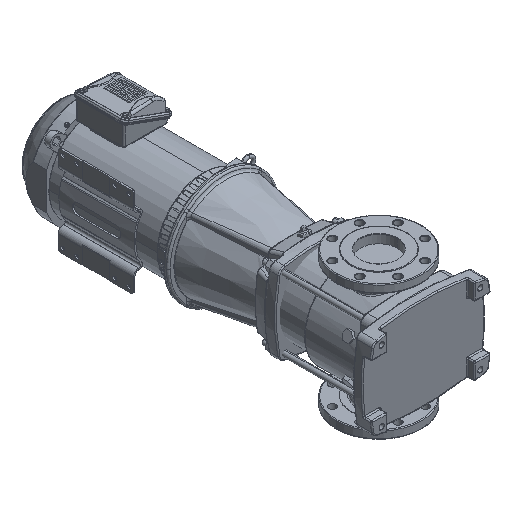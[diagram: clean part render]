
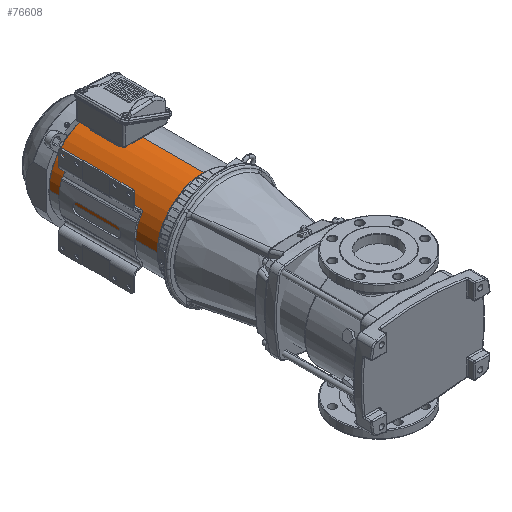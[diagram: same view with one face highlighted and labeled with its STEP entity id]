
A CAD part, isometric view. The second image highlights one B-rep face of the part: STEP entity #76608.
In plain terms, the highlighted cylindrical face has radius 124.3 mm (diameter 248.6 mm), a partial arc.
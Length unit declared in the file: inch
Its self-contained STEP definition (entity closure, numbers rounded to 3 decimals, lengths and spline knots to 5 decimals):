
#4839 = DIRECTION ( 'NONE',  ( -1., 0., 0. ) ) ;
#5007 = EDGE_CURVE ( 'NONE', #122391, #112414, #96413, .T. ) ;
#5091 = CYLINDRICAL_SURFACE ( 'NONE', #116785, 4.8937 ) ;
#6596 = AXIS2_PLACEMENT_3D ( 'NONE', #9898, #137023, #77702 ) ;
#9898 = CARTESIAN_POINT ( 'NONE',  ( 6.01795, -0.74874, 0. ) ) ;
#11433 = CIRCLE ( 'NONE', #6596, 4.8937 ) ;
#30260 = LINE ( 'NONE', #121896, #107104 ) ;
#31631 = DIRECTION ( 'NONE',  ( -1., 0., 0. ) ) ;
#33782 = VECTOR ( 'NONE', #50183, 39.37008 ) ;
#45156 = CARTESIAN_POINT ( 'NONE',  ( -5.39937, -5.64244, 0.00085 ) ) ;
#45975 = CARTESIAN_POINT ( 'NONE',  ( 6.01795, -5.64244, 0.00085 ) ) ;
#47195 = VERTEX_POINT ( 'NONE', #45156 ) ;
#48137 = ORIENTED_EDGE ( 'NONE', *, *, #5007, .T. ) ;
#50183 = DIRECTION ( 'NONE',  ( -1., 0., 0. ) ) ;
#53626 = FACE_OUTER_BOUND ( 'NONE', #74968, .T. ) ;
#73194 = ORIENTED_EDGE ( 'NONE', *, *, #80413, .T. ) ;
#74968 = EDGE_LOOP ( 'NONE', ( #73194, #48137, #117307, #134030 ) ) ;
#76608 = ADVANCED_FACE ( 'NONE', ( #53626 ), #5091, .T. ) ;
#77702 = DIRECTION ( 'NONE',  ( 0., -1., 0. ) ) ;
#80413 = EDGE_CURVE ( 'NONE', #139421, #122391, #11433, .T. ) ;
#94322 = CIRCLE ( 'NONE', #150890, 4.8937 ) ;
#96413 = LINE ( 'NONE', #132574, #33782 ) ;
#100617 = CARTESIAN_POINT ( 'NONE',  ( 38.30292, -0.74874, 0. ) ) ;
#105557 = EDGE_CURVE ( 'NONE', #47195, #112414, #94322, .T. ) ;
#107104 = VECTOR ( 'NONE', #4839, 39.37008 ) ;
#112414 = VERTEX_POINT ( 'NONE', #148739 ) ;
#114790 = DIRECTION ( 'NONE',  ( 0., -1., 0. ) ) ;
#116785 = AXIS2_PLACEMENT_3D ( 'NONE', #100617, #147606, #136040 ) ;
#117307 = ORIENTED_EDGE ( 'NONE', *, *, #105557, .F. ) ;
#121896 = CARTESIAN_POINT ( 'NONE',  ( 38.30292, -5.64244, 0.00085 ) ) ;
#122391 = VERTEX_POINT ( 'NONE', #151412 ) ;
#123298 = CARTESIAN_POINT ( 'NONE',  ( -5.39937, -0.74874, 0. ) ) ;
#132574 = CARTESIAN_POINT ( 'NONE',  ( 38.30292, -0.74874, 4.8937 ) ) ;
#134030 = ORIENTED_EDGE ( 'NONE', *, *, #147152, .F. ) ;
#136040 = DIRECTION ( 'NONE',  ( 0., 0., 1. ) ) ;
#137023 = DIRECTION ( 'NONE',  ( -1., 0., 0. ) ) ;
#139421 = VERTEX_POINT ( 'NONE', #45975 ) ;
#147152 = EDGE_CURVE ( 'NONE', #139421, #47195, #30260, .T. ) ;
#147606 = DIRECTION ( 'NONE',  ( -1., 0., 0. ) ) ;
#148739 = CARTESIAN_POINT ( 'NONE',  ( -5.39937, -0.74874, 4.8937 ) ) ;
#150890 = AXIS2_PLACEMENT_3D ( 'NONE', #123298, #31631, #114790 ) ;
#151412 = CARTESIAN_POINT ( 'NONE',  ( 6.01795, -0.74874, 4.8937 ) ) ;
